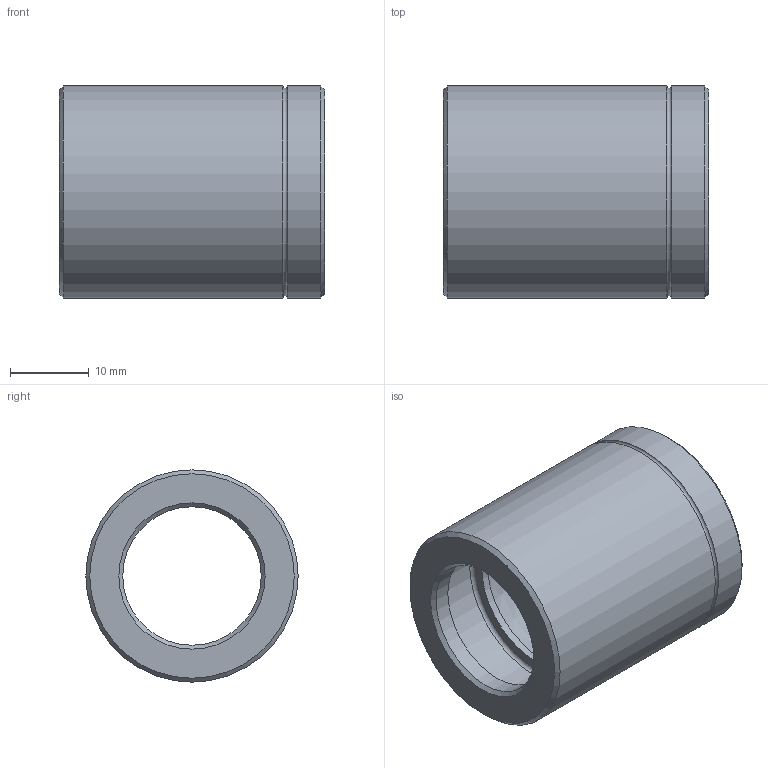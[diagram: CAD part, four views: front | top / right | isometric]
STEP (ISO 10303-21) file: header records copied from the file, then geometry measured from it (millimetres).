
FILE_DESCRIPTION(/* description */ ('Unknown'),/* implementation_level */ '2;1');
FILE_NAME(/* name */ '31339',/* time_stamp */ '2018-11-12T16:58:29+01:00',/* author */ ('Unknown'),/* organization */ ('Unknown'),/* preprocessor_version */ 'ST-DEVELOPER v16.7',/* originating_system */ 'DEX',/* authorisation */ $);
FILE_SCHEMA (('AUTOMOTIVE_DESIGN {1 0 10303 214 3 1 1}'));
Length unit declared in the file: millimetre
Products named in the file (1): 50000031339_Preßfassung_NW12
Bounding box: 33.7 x 27 x 27 mm (x, y, z)
Volume: 6997.6 mm3; surface area: 5952.6 mm2
Topology: 1 solids, 1 shells, 28 faces, 58 edges, 36 vertices
Faces by surface type: cylinder 9, torus 7, plane 6, cone 6
Full cylindrical faces by diameter (mm): 17.6 x1, 19.4 x3, 22.2 x2, 22.8 x1, 27 x2
Entity records: 598 total; most frequent: DIRECTION 114, CARTESIAN_POINT 85, AXIS2_PLACEMENT_3D 57, ORIENTED_EDGE 56, EDGE_LOOP 56, FACE_BOUND 56, EDGE_CURVE 28, VERTEX_POINT 28
